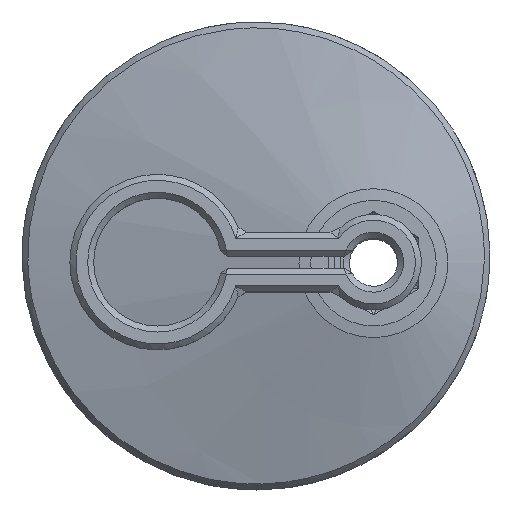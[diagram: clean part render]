
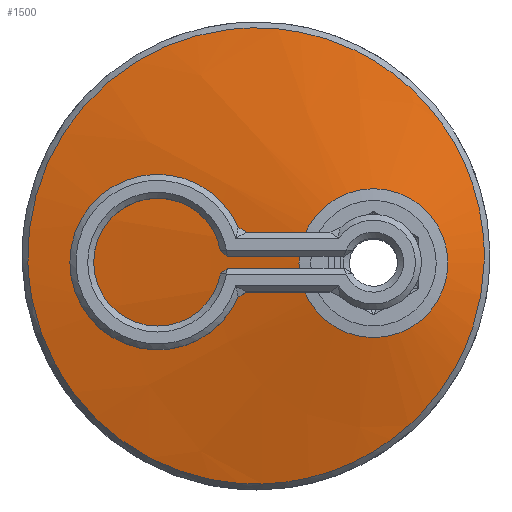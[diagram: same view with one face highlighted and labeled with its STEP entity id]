
A CAD part, top view. The second image highlights one B-rep face of the part: STEP entity #1500.
In plain terms, the highlighted conical face has half-angle 75.831 degrees and reference radius 63.192 mm.
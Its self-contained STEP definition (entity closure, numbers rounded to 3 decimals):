
#16=B_SPLINE_CURVE_WITH_KNOTS('',3,(#2634,#2635,#2636,#2637,#2638,#2639,
#2640,#2641,#2642,#2643,#2644,#2645,#2646,#2647,#2648,#2649,#2650,#2651,
#2652,#2653,#2654,#2655,#2656),.UNSPECIFIED.,.F.,.F.,(4,1,1,1,1,1,1,1,1,
1,1,1,1,1,1,1,1,1,1,1,4),(0.,0.85,1.7,2.126,
2.338,2.551,3.401,3.968,4.535,
5.668,6.802,7.935,8.219,8.502,
9.069,9.636,10.203,10.769,11.336,
11.903,12.094),.UNSPECIFIED.);
#17=B_SPLINE_CURVE_WITH_KNOTS('',3,(#2657,#2658,#2659,#2660,#2661,#2662,
#2663,#2664,#2665,#2666,#2667,#2668,#2669,#2670,#2671,#2672,#2673,#2674,
#2675,#2676),.UNSPECIFIED.,.F.,.F.,(4,1,1,1,1,1,1,1,1,1,1,1,1,1,1,1,1,4),
(12.094,12.186,12.47,13.604,14.737,
15.871,16.438,17.004,18.138,19.272,
19.838,20.405,21.255,21.468,21.681,
22.106,22.956,23.806),.UNSPECIFIED.);
#201=FACE_OUTER_BOUND('',#315,.T.);
#315=EDGE_LOOP('',(#1267,#1268,#1269,#1270,#1271,#1272));
#438=LINE('',#2682,#589);
#589=VECTOR('',#2002,63.192);
#689=CIRCLE('',#1660,12.52);
#690=CIRCLE('',#1661,12.52);
#764=VERTEX_POINT('',#2631);
#765=VERTEX_POINT('',#2633);
#766=VERTEX_POINT('',#2678);
#767=VERTEX_POINT('',#2679);
#932=EDGE_CURVE('',#764,#765,#16,.T.);
#933=EDGE_CURVE('',#765,#764,#17,.T.);
#934=EDGE_CURVE('',#766,#767,#689,.T.);
#935=EDGE_CURVE('',#767,#766,#690,.T.);
#936=EDGE_CURVE('',#767,#765,#438,.T.);
#1267=ORIENTED_EDGE('',*,*,#934,.F.);
#1268=ORIENTED_EDGE('',*,*,#935,.F.);
#1269=ORIENTED_EDGE('',*,*,#936,.T.);
#1270=ORIENTED_EDGE('',*,*,#932,.F.);
#1271=ORIENTED_EDGE('',*,*,#933,.F.);
#1272=ORIENTED_EDGE('',*,*,#936,.F.);
#1432=CONICAL_SURFACE('',#1659,63.192,1.323);
#1500=ADVANCED_FACE('',(#201),#1432,.T.);
#1659=AXIS2_PLACEMENT_3D('',#2677,#1996,#1997);
#1660=AXIS2_PLACEMENT_3D('',#2680,#1998,#1999);
#1661=AXIS2_PLACEMENT_3D('',#2681,#2000,#2001);
#1996=DIRECTION('center_axis',(0.,0.,-1.));
#1997=DIRECTION('ref_axis',(-1.,0.,0.));
#1998=DIRECTION('center_axis',(0.,0.,1.));
#1999=DIRECTION('ref_axis',(1.,0.,0.));
#2000=DIRECTION('center_axis',(0.,0.,1.));
#2001=DIRECTION('ref_axis',(1.,0.,0.));
#2002=DIRECTION('',(0.97,0.,-0.245));
#2631=CARTESIAN_POINT('',(-58.093,0.032,4.249));
#2633=CARTESIAN_POINT('',(18.599,0.003,14.22));
#2634=CARTESIAN_POINT('Ctrl Pts',(-58.093,0.032,
4.249));
#2635=CARTESIAN_POINT('Ctrl Pts',(-58.178,2.793,4.227));
#2636=CARTESIAN_POINT('Ctrl Pts',(-57.744,8.688,4.233));
#2637=CARTESIAN_POINT('Ctrl Pts',(-55.409,15.888,4.396));
#2638=CARTESIAN_POINT('Ctrl Pts',(-53.062,20.331,4.577));
#2639=CARTESIAN_POINT('Ctrl Pts',(-51.585,22.658,4.695));
#2640=CARTESIAN_POINT('Ctrl Pts',(-49.085,26.159,4.898));
#2641=CARTESIAN_POINT('Ctrl Pts',(-45.12,30.338,5.232));
#2642=CARTESIAN_POINT('Ctrl Pts',(-39.406,34.322,5.746));
#2643=CARTESIAN_POINT('Ctrl Pts',(-32.821,37.616,6.366));
#2644=CARTESIAN_POINT('Ctrl Pts',(-23.544,39.975,7.304));
#2645=CARTESIAN_POINT('Ctrl Pts',(-11.928,39.363,8.637));
#2646=CARTESIAN_POINT('Ctrl Pts',(-3.871,36.393,9.721));
#2647=CARTESIAN_POINT('Ctrl Pts',(0.854,33.614,10.434));
#2648=CARTESIAN_POINT('Ctrl Pts',(3.978,31.469,10.927));
#2649=CARTESIAN_POINT('Ctrl Pts',(7.671,28.258,11.56));
#2650=CARTESIAN_POINT('Ctrl Pts',(11.5,23.738,12.301));
#2651=CARTESIAN_POINT('Ctrl Pts',(14.538,18.722,12.976));
#2652=CARTESIAN_POINT('Ctrl Pts',(16.681,13.682,13.524));
#2653=CARTESIAN_POINT('Ctrl Pts',(18.22,7.812,13.991));
#2654=CARTESIAN_POINT('Ctrl Pts',(18.636,3.134,14.179));
#2655=CARTESIAN_POINT('Ctrl Pts',(18.619,0.631,14.215));
#2656=CARTESIAN_POINT('Ctrl Pts',(18.599,0.003,
14.22));
#2657=CARTESIAN_POINT('Ctrl Pts',(18.599,0.003,
14.22));
#2658=CARTESIAN_POINT('Ctrl Pts',(18.589,-0.3,14.223));
#2659=CARTESIAN_POINT('Ctrl Pts',(18.535,-1.529,14.229));
#2660=CARTESIAN_POINT('Ctrl Pts',(18.084,-6.465,14.191));
#2661=CARTESIAN_POINT('Ctrl Pts',(15.752,-14.785,13.698));
#2662=CARTESIAN_POINT('Ctrl Pts',(9.468,-24.501,12.447));
#2663=CARTESIAN_POINT('Ctrl Pts',(2.212,-30.607,11.241));
#2664=CARTESIAN_POINT('Ctrl Pts',(-4.275,-34.022,10.287));
#2665=CARTESIAN_POINT('Ctrl Pts',(-11.451,-36.571,9.304));
#2666=CARTESIAN_POINT('Ctrl Pts',(-21.095,-37.704,8.114));
#2667=CARTESIAN_POINT('Ctrl Pts',(-30.594,-35.898,7.063));
#2668=CARTESIAN_POINT('Ctrl Pts',(-37.331,-33.023,6.355));
#2669=CARTESIAN_POINT('Ctrl Pts',(-43.256,-29.418,5.752));
#2670=CARTESIAN_POINT('Ctrl Pts',(-47.485,-25.485,5.334));
#2671=CARTESIAN_POINT('Ctrl Pts',(-50.201,-22.139,5.067));
#2672=CARTESIAN_POINT('Ctrl Pts',(-51.819,-19.907,4.908));
#2673=CARTESIAN_POINT('Ctrl Pts',(-54.429,-15.63,4.651));
#2674=CARTESIAN_POINT('Ctrl Pts',(-57.208,-8.587,4.371));
#2675=CARTESIAN_POINT('Ctrl Pts',(-58.007,-2.729,4.271));
#2676=CARTESIAN_POINT('Ctrl Pts',(-58.093,0.032,
4.249));
#2677=CARTESIAN_POINT('Origin',(0.,0.,2.962));
#2678=CARTESIAN_POINT('',(-12.52,0.,15.755));
#2679=CARTESIAN_POINT('',(12.52,0.,15.755));
#2680=CARTESIAN_POINT('Origin',(0.,0.,15.755));
#2681=CARTESIAN_POINT('Origin',(0.,0.,15.755));
#2682=CARTESIAN_POINT('',(63.192,0.,2.962));
